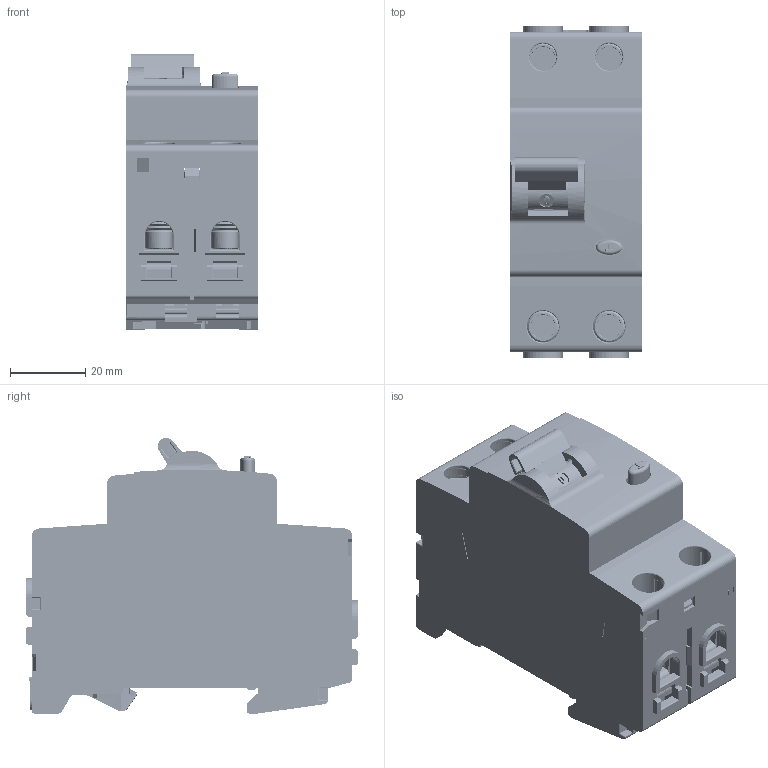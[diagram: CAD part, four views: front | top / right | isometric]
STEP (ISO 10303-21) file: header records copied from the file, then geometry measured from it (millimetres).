
FILE_DESCRIPTION(('CATIA V5 STEP Exchange'),'2;1');
FILE_NAME('04572041-2440_INTERRUTTORE COMPLETO BIPOLARE_FH202.stp','2022-09-13T09:06:52+00:00',('none'),('none'),'CATIA Version 5 Release 20 SP 6 (IN-10)','CATIA V5 STEP AP214','none');
FILE_SCHEMA(('AUTOMOTIVE_DESIGN { 1 0 10303 214 1 1 1 1 }'));
Length unit declared in the file: millimetre
Products named in the file (37): 04572041-2440_000_B2_INTERRUTTORE COMPLETO BIPOLARE_2PD; 04571641-2040_001_B2_PRE MONTATO BIPOLARE E QUADRIPOLARE_2PD; 04571241-1640_000_A3_ASSIEME_BASE-TRASFORMATORE BIPOLARE_2PD; 04570981-1180_000_B1_ASSIEME_TRASFORMATORE-ASSE_BIPOLARE______2MB12942_2PD; TRASFORMATORE_COMPLETO_BIPOLARE_________ 04278520-8719_2PD_001_A0; ASSIEME_MORSETTO_INFERIORE_-_PRIMARIO___ 04278981-----_2PD_001_A0; Staffa_morsetto_25mmq___________________ 04020995-0999_2PA_000_A0; 04020990-0994_000_A0_SP00122_VITE_PER_MORSETTO_25MMQ_DESTO____________ST12637; Connessione_inferiore___________________ 04020885-0894_2PA_000_A0; CONDUTTORE_PRIMARIO_____________________ 04020852-----_2PA_001_A0; ASSIEME_MORSETTO_INFERIORE_-_PRIMARIO___ 04278983-----_2PD_001_A0; CONDUTTORE_PRIMARIO_____________________ 04020851-----_2PA_001_A0; 04571181-1240_002_A2_Assieme_base_2P__________________________2PD; 04235411-5415_000_A2_BASE BIPOLARE 25 MMQ_2PA; Molla_compressione_per_asse_____________ 04020778-----_2PA_001_A0; Assieme_morsetto_superiore______________ 04570941-0960_2PD_000_A0; Ass_connessione_superiore_con_placchetta 04570921-0940_2PD_000_A0; Connessione_superiore_laterale__________ 04020910-0929_2PA_000_A0; Placchetta_contatto_fisso_______________ 04022131-2135_2PA_000_A0; Assieme_morsetto_superiore______________ 04570941-0960_2PD_001_A0; Assieme_conness_superiore_con_placchetta 04570921-0940_2PD_001_A0; Connessione_superiore_centrale__________ 04020930-0949_2PA_000_A0; Caminetto_completo______________________ 04572441-2445_2PD_000_A0; Dejon_per_caminetto_____________________ 04022301-2305_2PA_000_A0; Piastrina_per_caminetto_________________ 04022306-2310_2PA_001_A0; MECCANICA_COMPLETA_CON_RELE'____________ 04277900-7949_2PD_000_A0; MECCANICA_COMPLETA_SENZA_RELE'__________ 04279286-9295_2PD_000_A0; ASSIEME_FIANCATA_DESTRA_________________ 04278430-8479_2PD_000_A0; Manopola________________________________ 04230785-0804_2PA_000_A0; TASTO_DI_PROVA__________________________ 04230875-0884_2PA_000_A0; 04020950-0959_2PA_000_A3; 04022020-2024_000_C0_PERNO_DI_COLLEGAMENTO_MECCANICA_ASSE_____2MB12893_2PA; 04372900-----_000_A0_SEGNALINO_TAMPOGRAFATO___________________2MB13091_2PA; 04235421-5425_000_B0_CALOTTA BIPOLARE 25 MMQ_2PA; 04020950-0959_001_A0_VITE FISSAGGIO MECCANICA_2PA; Listello_per_manopola___________________ 04230805-0824_2PA_000_A0; Attacco_rapido_lowcost__________________ 4233036-3040_2PA_000_A0
Assembly tree (50 placements, depth 7):
  04572041-2440_000_B2_INTERRUTTORE COMPLETO BIPOLARE_2PD
    04571641-2040_001_B2_PRE MONTATO BIPOLARE E QUADRIPOLARE_2PD
      04571241-1640_000_A3_ASSIEME_BASE-TRASFORMATORE BIPOLARE_2PD
        04570981-1180_000_B1_ASSIEME_TRASFORMATORE-ASSE_BIPOLARE______2MB12942_2PD
          TRASFORMATORE_COMPLETO_BIPOLARE_________ 04278520-8719_2PD_001_A0
            ASSIEME_MORSETTO_INFERIORE_-_PRIMARIO___ 04278981-----_2PD_001_A0
              Staffa_morsetto_25mmq___________________ 04020995-0999_2PA_000_A0
              04020990-0994_000_A0_SP00122_VITE_PER_MORSETTO_25MMQ_DESTO____________ST12637
              Connessione_inferiore___________________ 04020885-0894_2PA_000_A0
              CONDUTTORE_PRIMARIO_____________________ 04020852-----_2PA_001_A0
            ASSIEME_MORSETTO_INFERIORE_-_PRIMARIO___ 04278983-----_2PD_001_A0
              Staffa_morsetto_25mmq___________________ 04020995-0999_2PA_000_A0
              04020990-0994_000_A0_SP00122_VITE_PER_MORSETTO_25MMQ_DESTO____________ST12637
              Connessione_inferiore___________________ 04020885-0894_2PA_000_A0
              CONDUTTORE_PRIMARIO_____________________ 04020851-----_2PA_001_A0
        04571181-1240_002_A2_Assieme_base_2P__________________________2PD
          04235411-5415_000_A2_BASE BIPOLARE 25 MMQ_2PA
          Molla_compressione_per_asse_____________ 04020778-----_2PA_001_A0
          Assieme_morsetto_superiore______________ 04570941-0960_2PD_000_A0
            Staffa_morsetto_25mmq___________________ 04020995-0999_2PA_000_A0
            04020990-0994_000_A0_SP00122_VITE_PER_MORSETTO_25MMQ_DESTO____________ST12637
            Ass_connessione_superiore_con_placchetta 04570921-0940_2PD_000_A0
              Connessione_superiore_laterale__________ 04020910-0929_2PA_000_A0
              Placchetta_contatto_fisso_______________ 04022131-2135_2PA_000_A0
          Assieme_morsetto_superiore______________ 04570941-0960_2PD_001_A0
            Assieme_conness_superiore_con_placchetta 04570921-0940_2PD_001_A0
              Connessione_superiore_centrale__________ 04020930-0949_2PA_000_A0
              Placchetta_contatto_fisso_______________ 04022131-2135_2PA_000_A0
            Staffa_morsetto_25mmq___________________ 04020995-0999_2PA_000_A0
            04020990-0994_000_A0_SP00122_VITE_PER_MORSETTO_25MMQ_DESTO____________ST12637
          Caminetto_completo______________________ 04572441-2445_2PD_000_A0  x2
            Dejon_per_caminetto_____________________ 04022301-2305_2PA_000_A0
            Piastrina_per_caminetto_________________ 04022306-2310_2PA_001_A0
      04020950-0959_2PA_000_A3
      04022020-2024_000_C0_PERNO_DI_COLLEGAMENTO_MECCANICA_ASSE_____2MB12893_2PA
    04372900-----_000_A0_SEGNALINO_TAMPOGRAFATO___________________2MB13091_2PA
    04235421-5425_000_B0_CALOTTA BIPOLARE 25 MMQ_2PA
    04020950-0959_001_A0_VITE FISSAGGIO MECCANICA_2PA
    Listello_per_manopola___________________ 04230805-0824_2PA_000_A0
    Attacco_rapido_lowcost__________________ 4233036-3040_2PA_000_A0
  MECCANICA_COMPLETA_CON_RELE'____________ 04277900-7949_2PD_000_A0
    TASTO_DI_PROVA__________________________ 04230875-0884_2PA_000_A0
  MECCANICA_COMPLETA_SENZA_RELE'__________ 04279286-9295_2PD_000_A0
    ASSIEME_FIANCATA_DESTRA_________________ 04278430-8479_2PD_000_A0
      Manopola________________________________ 04230785-0804_2PA_000_A0
Bounding box: 35 x 88 x 73.21 mm (x, y, z)
Volume: 45001.2 mm3; surface area: 76044.4 mm2
Topology: 47 solids, 48 shells, 5794 faces, 16079 edges, 10280 vertices
Faces by surface type: plane 3224, cylinder 1706, cone 359, torus 255, bspline 138, sphere 109, extrusion 3
Entity records: 147039 total; most frequent: CARTESIAN_POINT 32889, ORIENTED_EDGE 21618, DIRECTION 16233, EDGE_CURVE 10809, VECTOR 7513, LINE 7510, VERTEX_POINT 6917, AXIS2_PLACEMENT_3D 5543
